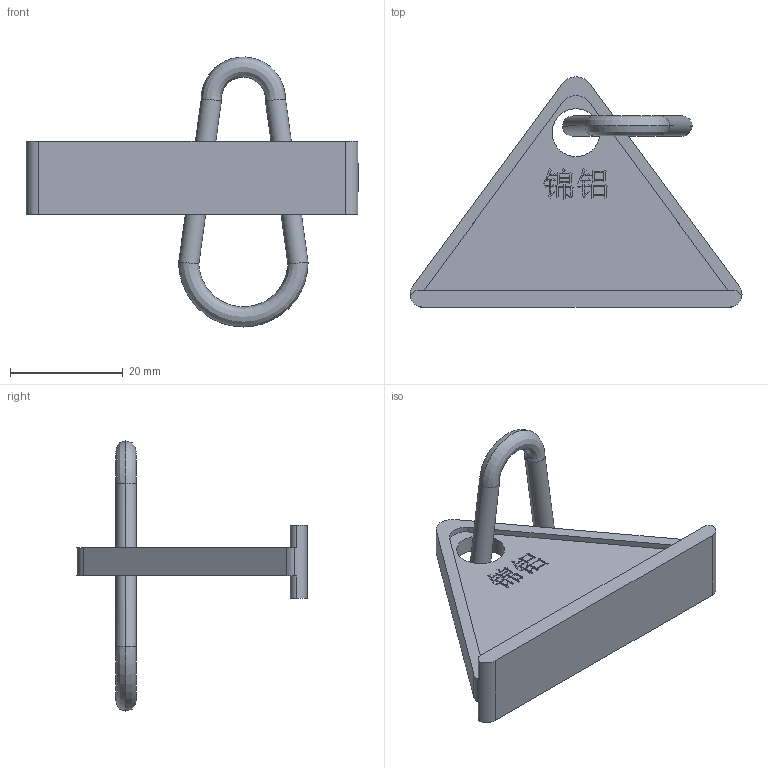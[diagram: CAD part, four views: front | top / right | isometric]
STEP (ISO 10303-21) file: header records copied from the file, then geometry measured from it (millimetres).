
FILE_DESCRIPTION (( 'STEP AP203' ), '1' );
FILE_NAME ('30.STEP', '2019-07-31T09:24:05', ( '微软用户' ), ( '微软中国' ), 'SwSTEP 2.0', 'SolidWorks 2015', '' );
FILE_SCHEMA (( 'CONFIG_CONTROL_DESIGN' ));
Length unit declared in the file: millimetre
Products named in the file (3): 30; 30-2
Assembly tree (2 placements, depth 2):
  30
    30
    30-2
Bounding box: 59 x 40.93 x 47.99 mm (x, y, z)
Volume: 7089 mm3; surface area: 5952.8 mm2
Topology: 2 solids, 2 shells, 189 faces, 526 edges, 348 vertices
Faces by surface type: plane 141, bspline 32, cylinder 16
Entity records: 7809 total; most frequent: CARTESIAN_POINT 2864, ORIENTED_EDGE 1052, DIRECTION 810, EDGE_CURVE 526, LINE 430, VECTOR 430, VERTEX_POINT 348, EDGE_LOOP 200
